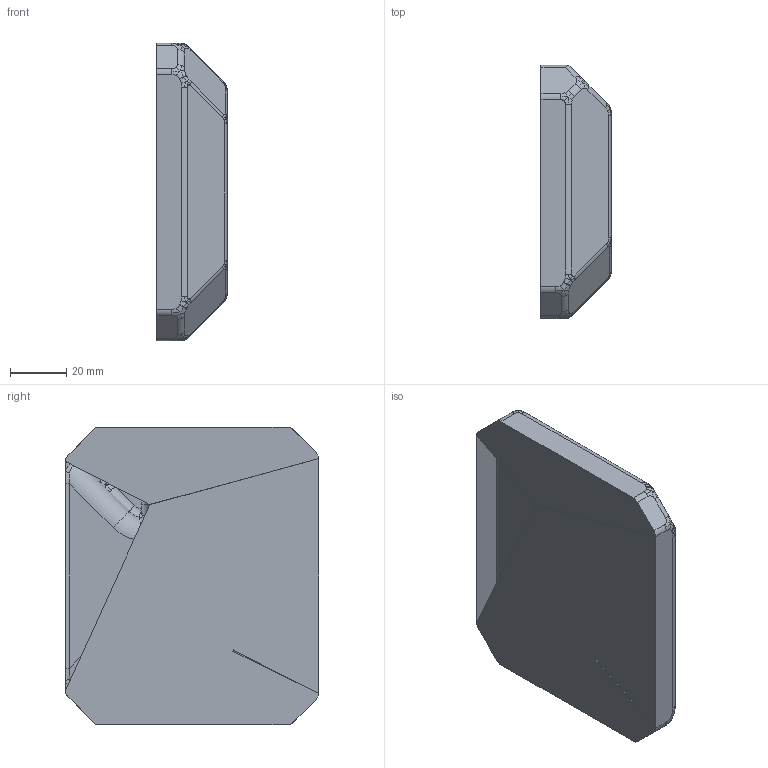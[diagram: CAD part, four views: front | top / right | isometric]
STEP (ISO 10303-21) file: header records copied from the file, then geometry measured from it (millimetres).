
FILE_DESCRIPTION(/* description */ (''),/* implementation_level */ '2;1');
FILE_NAME(/* name */ 'slabua_meshtasic case remix v9.step',/* time_stamp */ '2025-02-18T17:34:06+05:00',/* author */ (''),/* organization */ (''),/* preprocessor_version */ 'ST-DEVELOPER v20',/* originating_system */ 'Autodesk Translation Framework v13.20.0.188',/* authorisation */ '');
FILE_SCHEMA (('AUTOMOTIVE_DESIGN { 1 0 10303 214 3 1 1 }'));
Length unit declared in the file: millimetre
Products named in the file (2): slabua_meshtasic case remix; base
Assembly tree (1 placements, depth 2):
  slabua_meshtasic case remix
    base
Bounding box: 25 x 90.25 x 106.2 mm (x, y, z)
Volume: 138372.9 mm3; surface area: 27113.5 mm2
Topology: 1 solids, 1 shells, 230 faces, 596 edges, 366 vertices
Faces by surface type: bspline 132, cylinder 61, plane 27, torus 10
Entity records: 16944 total; most frequent: CARTESIAN_POINT 11832, ORIENTED_EDGE 1188, DIRECTION 884, EDGE_CURVE 594, AXIS2_PLACEMENT_3D 373, VERTEX_POINT 366, CIRCLE 260, EDGE_LOOP 234
